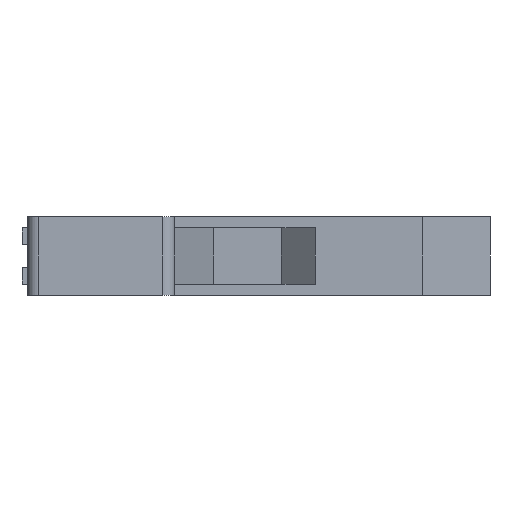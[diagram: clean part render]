
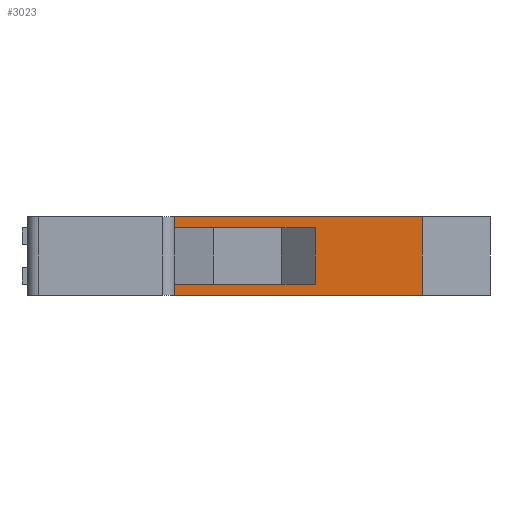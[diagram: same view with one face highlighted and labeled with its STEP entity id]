
A CAD part, front view. The second image highlights one B-rep face of the part: STEP entity #3023.
In plain terms, the highlighted planar face has unit normal (0, -1, 0).
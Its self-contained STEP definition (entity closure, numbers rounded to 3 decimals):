
#125 = DIRECTION ( 'NONE',  ( 1., 0., 0. ) ) ;
#228 = PLANE ( 'NONE',  #6273 ) ;
#446 = CARTESIAN_POINT ( 'NONE',  ( -6., -20., 7. ) ) ;
#456 = ORIENTED_EDGE ( 'NONE', *, *, #1437, .F. ) ;
#467 = DIRECTION ( 'NONE',  ( 0., 0., -1. ) ) ;
#541 = VERTEX_POINT ( 'NONE', #2015 ) ;
#556 = CARTESIAN_POINT ( 'NONE',  ( -28., -20., 6. ) ) ;
#584 = ORIENTED_EDGE ( 'NONE', *, *, #2871, .T. ) ;
#803 = VERTEX_POINT ( 'NONE', #6225 ) ;
#804 = LINE ( 'NONE', #5094, #1137 ) ;
#877 = EDGE_CURVE ( 'NONE', #4620, #6620, #1982, .T. ) ;
#966 = ORIENTED_EDGE ( 'NONE', *, *, #3153, .T. ) ;
#1057 = CARTESIAN_POINT ( 'NONE',  ( -15.5, -20., 1. ) ) ;
#1137 = VECTOR ( 'NONE', #1828, 1000. ) ;
#1165 = VERTEX_POINT ( 'NONE', #556 ) ;
#1289 = DIRECTION ( 'NONE',  ( -1., 0., 0. ) ) ;
#1437 = EDGE_CURVE ( 'NONE', #803, #2344, #6178, .T. ) ;
#1505 = ORIENTED_EDGE ( 'NONE', *, *, #2605, .T. ) ;
#1828 = DIRECTION ( 'NONE',  ( 0., 0., -1. ) ) ;
#1982 = LINE ( 'NONE', #1057, #5954 ) ;
#2015 = CARTESIAN_POINT ( 'NONE',  ( -28., -20., 7. ) ) ;
#2019 = CARTESIAN_POINT ( 'NONE',  ( -28., -20., 7. ) ) ;
#2061 = VECTOR ( 'NONE', #5278, 1000. ) ;
#2128 = LINE ( 'NONE', #446, #6451 ) ;
#2280 = CARTESIAN_POINT ( 'NONE',  ( -6., -20., 0. ) ) ;
#2344 = VERTEX_POINT ( 'NONE', #2280 ) ;
#2605 = EDGE_CURVE ( 'NONE', #6714, #2344, #2753, .T. ) ;
#2753 = LINE ( 'NONE', #5770, #4219 ) ;
#2871 = EDGE_CURVE ( 'NONE', #1165, #3325, #6472, .T. ) ;
#2891 = CARTESIAN_POINT ( 'NONE',  ( -6., -20., 7. ) ) ;
#3023 = ADVANCED_FACE ( 'NONE', ( #4367 ), #228, .F. ) ;
#3064 = LINE ( 'NONE', #4248, #4338 ) ;
#3067 = DIRECTION ( 'NONE',  ( 1., 0., 0. ) ) ;
#3144 = ORIENTED_EDGE ( 'NONE', *, *, #877, .T. ) ;
#3153 = EDGE_CURVE ( 'NONE', #541, #1165, #4956, .T. ) ;
#3325 = VERTEX_POINT ( 'NONE', #4348 ) ;
#3340 = CARTESIAN_POINT ( 'NONE',  ( -15.5, -20., 6. ) ) ;
#3445 = CARTESIAN_POINT ( 'NONE',  ( -15.5, -20., 1. ) ) ;
#3516 = ORIENTED_EDGE ( 'NONE', *, *, #6240, .F. ) ;
#4034 = ORIENTED_EDGE ( 'NONE', *, *, #5915, .T. ) ;
#4163 = CARTESIAN_POINT ( 'NONE',  ( -28., -20., 0. ) ) ;
#4219 = VECTOR ( 'NONE', #3067, 1000. ) ;
#4248 = CARTESIAN_POINT ( 'NONE',  ( -15.5, -20., 21.327 ) ) ;
#4338 = VECTOR ( 'NONE', #467, 1000. ) ;
#4348 = CARTESIAN_POINT ( 'NONE',  ( -15.5, -20., 6. ) ) ;
#4367 = FACE_OUTER_BOUND ( 'NONE', #6564, .T. ) ;
#4549 = DIRECTION ( 'NONE',  ( 0., 1., 0. ) ) ;
#4615 = CARTESIAN_POINT ( 'NONE',  ( -28., -20., 1. ) ) ;
#4620 = VERTEX_POINT ( 'NONE', #3445 ) ;
#4750 = VECTOR ( 'NONE', #4837, 1000. ) ;
#4836 = DIRECTION ( 'NONE',  ( -1., 0., 0. ) ) ;
#4837 = DIRECTION ( 'NONE',  ( 0., 0., -1. ) ) ;
#4956 = LINE ( 'NONE', #2019, #2061 ) ;
#5094 = CARTESIAN_POINT ( 'NONE',  ( -28., -20., 7. ) ) ;
#5231 = VECTOR ( 'NONE', #125, 1000. ) ;
#5278 = DIRECTION ( 'NONE',  ( 0., 0., -1. ) ) ;
#5304 = DIRECTION ( 'NONE',  ( 1., 0., 0. ) ) ;
#5314 = ORIENTED_EDGE ( 'NONE', *, *, #6829, .T. ) ;
#5770 = CARTESIAN_POINT ( 'NONE',  ( -6., -20., 0. ) ) ;
#5915 = EDGE_CURVE ( 'NONE', #6620, #6714, #804, .T. ) ;
#5954 = VECTOR ( 'NONE', #4836, 1000. ) ;
#6178 = LINE ( 'NONE', #6436, #4750 ) ;
#6225 = CARTESIAN_POINT ( 'NONE',  ( -6., -20., 7. ) ) ;
#6240 = EDGE_CURVE ( 'NONE', #541, #803, #2128, .T. ) ;
#6273 = AXIS2_PLACEMENT_3D ( 'NONE', #2891, #4549, #1289 ) ;
#6436 = CARTESIAN_POINT ( 'NONE',  ( -6., -20., 7. ) ) ;
#6451 = VECTOR ( 'NONE', #5304, 1000. ) ;
#6472 = LINE ( 'NONE', #3340, #5231 ) ;
#6564 = EDGE_LOOP ( 'NONE', ( #584, #5314, #3144, #4034, #1505, #456, #3516, #966 ) ) ;
#6620 = VERTEX_POINT ( 'NONE', #4615 ) ;
#6714 = VERTEX_POINT ( 'NONE', #4163 ) ;
#6829 = EDGE_CURVE ( 'NONE', #3325, #4620, #3064, .T. ) ;
